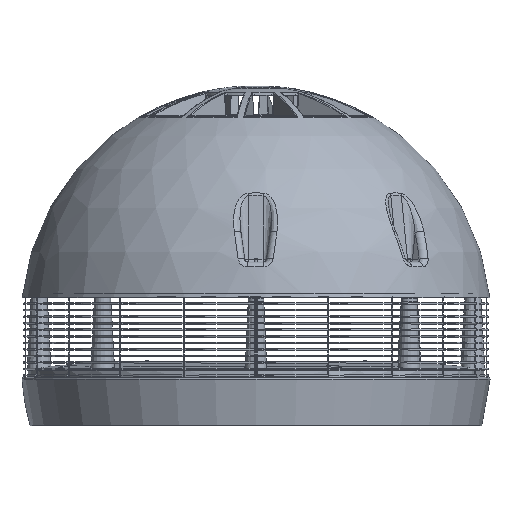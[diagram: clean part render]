
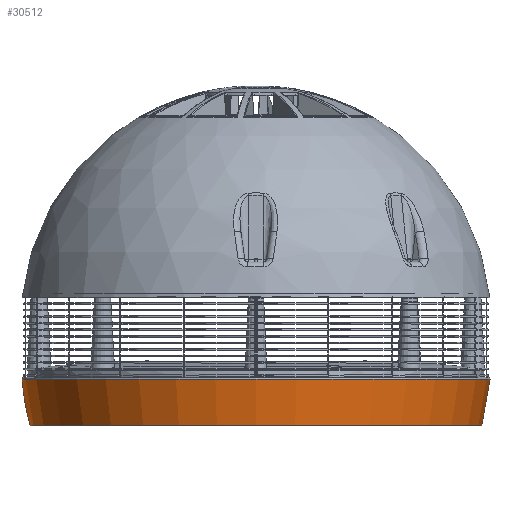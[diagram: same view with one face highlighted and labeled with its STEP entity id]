
A CAD part, front view. The second image highlights one B-rep face of the part: STEP entity #30512.
In plain terms, the highlighted spherical face has radius 601.633 mm.
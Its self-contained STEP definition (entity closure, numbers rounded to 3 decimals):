
#1605=SPHERICAL_SURFACE('',#32614,601.633);
#6271=FACE_OUTER_BOUND('',#7904,.T.);
#7904=EDGE_LOOP('',(#20244,#20245,#20246,#20247,#20248,#20249));
#9929=CIRCLE('',#32606,578.869);
#9933=CIRCLE('',#32610,578.869);
#9936=CIRCLE('',#32615,600.);
#9937=CIRCLE('',#32616,600.);
#9938=CIRCLE('',#32617,601.633);
#12052=VERTEX_POINT('',#43407);
#12053=VERTEX_POINT('',#43408);
#12058=VERTEX_POINT('',#43422);
#12059=VERTEX_POINT('',#43423);
#15233=EDGE_CURVE('',#12052,#12053,#9929,.T.);
#15237=EDGE_CURVE('',#12053,#12052,#9933,.T.);
#15240=EDGE_CURVE('',#12058,#12059,#9936,.T.);
#15241=EDGE_CURVE('',#12059,#12058,#9937,.T.);
#15242=EDGE_CURVE('',#12059,#12053,#9938,.T.);
#20244=ORIENTED_EDGE('',*,*,#15240,.F.);
#20245=ORIENTED_EDGE('',*,*,#15241,.F.);
#20246=ORIENTED_EDGE('',*,*,#15242,.T.);
#20247=ORIENTED_EDGE('',*,*,#15233,.F.);
#20248=ORIENTED_EDGE('',*,*,#15237,.F.);
#20249=ORIENTED_EDGE('',*,*,#15242,.F.);
#30512=ADVANCED_FACE('',(#6271),#1605,.T.);
#32606=AXIS2_PLACEMENT_3D('',#43409,#35965,#35966);
#32610=AXIS2_PLACEMENT_3D('',#43415,#35973,#35974);
#32614=AXIS2_PLACEMENT_3D('',#43421,#35981,#35982);
#32615=AXIS2_PLACEMENT_3D('',#43424,#35983,#35984);
#32616=AXIS2_PLACEMENT_3D('',#43425,#35985,#35986);
#32617=AXIS2_PLACEMENT_3D('',#43426,#35987,#35988);
#35965=DIRECTION('center_axis',(0.,0.,-1.));
#35966=DIRECTION('ref_axis',(-1.,0.,0.));
#35973=DIRECTION('center_axis',(0.,0.,-1.));
#35974=DIRECTION('ref_axis',(-1.,0.,0.));
#35981=DIRECTION('center_axis',(0.,0.,1.));
#35982=DIRECTION('ref_axis',(1.,0.,0.));
#35983=DIRECTION('center_axis',(0.,0.,1.));
#35984=DIRECTION('ref_axis',(1.,0.,0.));
#35985=DIRECTION('center_axis',(0.,0.,1.));
#35986=DIRECTION('ref_axis',(1.,0.,0.));
#35987=DIRECTION('center_axis',(0.,-1.,0.));
#35988=DIRECTION('ref_axis',(-1.,0.,0.));
#43407=CARTESIAN_POINT('',(578.869,0.,-123.927));
#43408=CARTESIAN_POINT('',(-578.869,0.,-123.927));
#43409=CARTESIAN_POINT('Origin',(0.,0.,-123.927));
#43415=CARTESIAN_POINT('Origin',(0.,0.,-123.927));
#43421=CARTESIAN_POINT('Origin',(0.,0.,40.));
#43422=CARTESIAN_POINT('',(600.,0.,-4.294));
#43423=CARTESIAN_POINT('',(-600.,0.,-4.294));
#43424=CARTESIAN_POINT('Origin',(0.,0.,-4.294));
#43425=CARTESIAN_POINT('Origin',(0.,0.,-4.294));
#43426=CARTESIAN_POINT('Origin',(0.,0.,40.));
